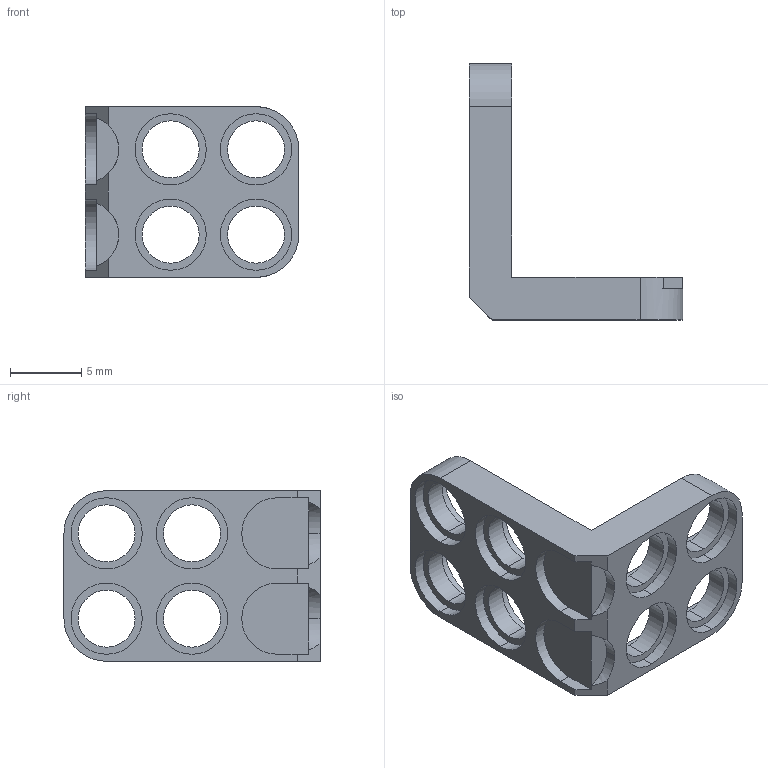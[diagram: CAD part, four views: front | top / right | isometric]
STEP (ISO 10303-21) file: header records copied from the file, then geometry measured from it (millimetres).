
FILE_DESCRIPTION (( 'STEP AP203' ), '1' );
FILE_NAME ('SPL-2b2_Défaut_sldprt.STEP', '2020-09-23T18:11:51', ( '' ), ( '' ), 'SwSTEP 2.0', 'SolidWorks 2019', '' );
FILE_SCHEMA (( 'CONFIG_CONTROL_DESIGN' ));
Length unit declared in the file: millimetre
Products named in the file (1): SPL-2b2_Défaut_sldprt
Bounding box: 15 x 18 x 12 mm (x, y, z)
Volume: 590.7 mm3; surface area: 1068.4 mm2
Topology: 1 solids, 1 shells, 89 faces, 221 edges, 146 vertices
Faces by surface type: cylinder 52, plane 37
Entity records: 2798 total; most frequent: DIRECTION 503, CARTESIAN_POINT 469, ORIENTED_EDGE 442, EDGE_CURVE 221, AXIS2_PLACEMENT_3D 196, VERTEX_POINT 146, EDGE_LOOP 117, VECTOR 111
